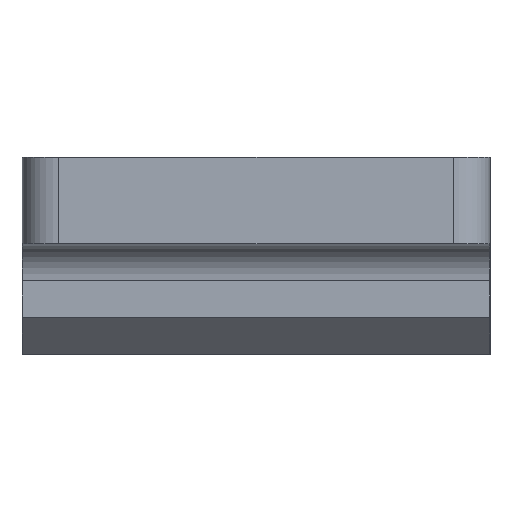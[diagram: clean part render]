
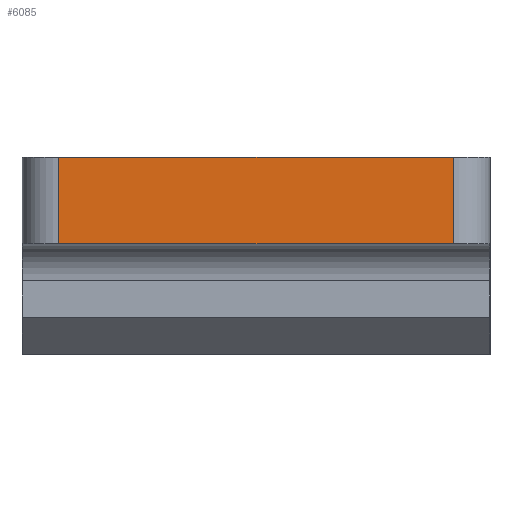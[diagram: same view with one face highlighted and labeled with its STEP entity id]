
A CAD part, left-side view. The second image highlights one B-rep face of the part: STEP entity #6085.
In plain terms, the highlighted planar face has unit normal (-1, 0, 0).
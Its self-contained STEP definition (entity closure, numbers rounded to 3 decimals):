
#213 = PLANE('',#214);
#214 = AXIS2_PLACEMENT_3D('',#215,#216,#217);
#215 = CARTESIAN_POINT('',(-51.5,-19.,12.));
#216 = DIRECTION('',(0.,0.,1.));
#217 = DIRECTION('',(1.,0.,0.));
#241 = CYLINDRICAL_SURFACE('',#242,3.);
#242 = AXIS2_PLACEMENT_3D('',#243,#244,#245);
#243 = CARTESIAN_POINT('',(-48.5,-16.,5.));
#244 = DIRECTION('',(0.,0.,1.));
#245 = DIRECTION('',(0.,-1.,0.));
#269 = PLANE('',#270);
#270 = AXIS2_PLACEMENT_3D('',#271,#272,#273);
#271 = CARTESIAN_POINT('',(-51.5,-19.,5.));
#272 = DIRECTION('',(0.,0.,1.));
#273 = DIRECTION('',(1.,0.,0.));
#2395 = VERTEX_POINT('',#2396);
#2396 = CARTESIAN_POINT('',(-51.5,16.,12.));
#2411 = CYLINDRICAL_SURFACE('',#2412,3.);
#2412 = AXIS2_PLACEMENT_3D('',#2413,#2414,#2415);
#2413 = CARTESIAN_POINT('',(-48.5,16.,5.));
#2414 = DIRECTION('',(0.,0.,1.));
#2415 = DIRECTION('',(0.,1.,0.));
#2423 = EDGE_CURVE('',#2424,#2395,#2426,.T.);
#2424 = VERTEX_POINT('',#2425);
#2425 = CARTESIAN_POINT('',(-51.5,-16.,12.));
#2426 = SURFACE_CURVE('',#2427,(#2431,#2438),.PCURVE_S1.);
#2427 = LINE('',#2428,#2429);
#2428 = CARTESIAN_POINT('',(-51.5,-19.,12.));
#2429 = VECTOR('',#2430,1.);
#2430 = DIRECTION('',(0.,1.,0.));
#2431 = PCURVE('',#213,#2432);
#2432 = DEFINITIONAL_REPRESENTATION('',(#2433),#2437);
#2433 = LINE('',#2434,#2435);
#2434 = CARTESIAN_POINT('',(0.,0.));
#2435 = VECTOR('',#2436,1.);
#2436 = DIRECTION('',(0.,1.));
#2437 = ( GEOMETRIC_REPRESENTATION_CONTEXT(2) 
PARAMETRIC_REPRESENTATION_CONTEXT() REPRESENTATION_CONTEXT('2D SPACE',''
  ) );
#2438 = PCURVE('',#2439,#2444);
#2439 = PLANE('',#2440);
#2440 = AXIS2_PLACEMENT_3D('',#2441,#2442,#2443);
#2441 = CARTESIAN_POINT('',(-51.5,-19.,5.));
#2442 = DIRECTION('',(1.,0.,0.));
#2443 = DIRECTION('',(0.,0.,1.));
#2444 = DEFINITIONAL_REPRESENTATION('',(#2445),#2449);
#2445 = LINE('',#2446,#2447);
#2446 = CARTESIAN_POINT('',(7.,0.));
#2447 = VECTOR('',#2448,1.);
#2448 = DIRECTION('',(0.,-1.));
#2449 = ( GEOMETRIC_REPRESENTATION_CONTEXT(2) 
PARAMETRIC_REPRESENTATION_CONTEXT() REPRESENTATION_CONTEXT('2D SPACE',''
  ) );
#2986 = VERTEX_POINT('',#2987);
#2987 = CARTESIAN_POINT('',(-51.5,-16.,5.));
#3013 = EDGE_CURVE('',#2986,#2424,#3014,.T.);
#3014 = SURFACE_CURVE('',#3015,(#3019,#3026),.PCURVE_S1.);
#3015 = LINE('',#3016,#3017);
#3016 = CARTESIAN_POINT('',(-51.5,-16.,5.));
#3017 = VECTOR('',#3018,1.);
#3018 = DIRECTION('',(0.,0.,1.));
#3019 = PCURVE('',#241,#3020);
#3020 = DEFINITIONAL_REPRESENTATION('',(#3021),#3025);
#3021 = LINE('',#3022,#3023);
#3022 = CARTESIAN_POINT('',(-1.571,0.));
#3023 = VECTOR('',#3024,1.);
#3024 = DIRECTION('',(-0.,1.));
#3025 = ( GEOMETRIC_REPRESENTATION_CONTEXT(2) 
PARAMETRIC_REPRESENTATION_CONTEXT() REPRESENTATION_CONTEXT('2D SPACE',''
  ) );
#3026 = PCURVE('',#2439,#3027);
#3027 = DEFINITIONAL_REPRESENTATION('',(#3028),#3032);
#3028 = LINE('',#3029,#3030);
#3029 = CARTESIAN_POINT('',(0.,-3.));
#3030 = VECTOR('',#3031,1.);
#3031 = DIRECTION('',(1.,0.));
#3032 = ( GEOMETRIC_REPRESENTATION_CONTEXT(2) 
PARAMETRIC_REPRESENTATION_CONTEXT() REPRESENTATION_CONTEXT('2D SPACE',''
  ) );
#3112 = VERTEX_POINT('',#3113);
#3113 = CARTESIAN_POINT('',(-51.5,16.,5.));
#3135 = EDGE_CURVE('',#2986,#3112,#3136,.T.);
#3136 = SURFACE_CURVE('',#3137,(#3141,#3148),.PCURVE_S1.);
#3137 = LINE('',#3138,#3139);
#3138 = CARTESIAN_POINT('',(-51.5,-19.,5.));
#3139 = VECTOR('',#3140,1.);
#3140 = DIRECTION('',(0.,1.,0.));
#3141 = PCURVE('',#269,#3142);
#3142 = DEFINITIONAL_REPRESENTATION('',(#3143),#3147);
#3143 = LINE('',#3144,#3145);
#3144 = CARTESIAN_POINT('',(0.,0.));
#3145 = VECTOR('',#3146,1.);
#3146 = DIRECTION('',(0.,1.));
#3147 = ( GEOMETRIC_REPRESENTATION_CONTEXT(2) 
PARAMETRIC_REPRESENTATION_CONTEXT() REPRESENTATION_CONTEXT('2D SPACE',''
  ) );
#3148 = PCURVE('',#2439,#3149);
#3149 = DEFINITIONAL_REPRESENTATION('',(#3150),#3154);
#3150 = LINE('',#3151,#3152);
#3151 = CARTESIAN_POINT('',(0.,0.));
#3152 = VECTOR('',#3153,1.);
#3153 = DIRECTION('',(0.,-1.));
#3154 = ( GEOMETRIC_REPRESENTATION_CONTEXT(2) 
PARAMETRIC_REPRESENTATION_CONTEXT() REPRESENTATION_CONTEXT('2D SPACE',''
  ) );
#6085 = ADVANCED_FACE('',(#6086),#2439,.F.);
#6086 = FACE_BOUND('',#6087,.F.);
#6087 = EDGE_LOOP('',(#6088,#6089,#6090,#6091));
#6088 = ORIENTED_EDGE('',*,*,#2423,.F.);
#6089 = ORIENTED_EDGE('',*,*,#3013,.F.);
#6090 = ORIENTED_EDGE('',*,*,#3135,.T.);
#6091 = ORIENTED_EDGE('',*,*,#6092,.T.);
#6092 = EDGE_CURVE('',#3112,#2395,#6093,.T.);
#6093 = SURFACE_CURVE('',#6094,(#6098,#6105),.PCURVE_S1.);
#6094 = LINE('',#6095,#6096);
#6095 = CARTESIAN_POINT('',(-51.5,16.,5.));
#6096 = VECTOR('',#6097,1.);
#6097 = DIRECTION('',(0.,0.,1.));
#6098 = PCURVE('',#2439,#6099);
#6099 = DEFINITIONAL_REPRESENTATION('',(#6100),#6104);
#6100 = LINE('',#6101,#6102);
#6101 = CARTESIAN_POINT('',(0.,-35.));
#6102 = VECTOR('',#6103,1.);
#6103 = DIRECTION('',(1.,0.));
#6104 = ( GEOMETRIC_REPRESENTATION_CONTEXT(2) 
PARAMETRIC_REPRESENTATION_CONTEXT() REPRESENTATION_CONTEXT('2D SPACE',''
  ) );
#6105 = PCURVE('',#2411,#6106);
#6106 = DEFINITIONAL_REPRESENTATION('',(#6107),#6111);
#6107 = LINE('',#6108,#6109);
#6108 = CARTESIAN_POINT('',(1.571,0.));
#6109 = VECTOR('',#6110,1.);
#6110 = DIRECTION('',(0.,1.));
#6111 = ( GEOMETRIC_REPRESENTATION_CONTEXT(2) 
PARAMETRIC_REPRESENTATION_CONTEXT() REPRESENTATION_CONTEXT('2D SPACE',''
  ) );
